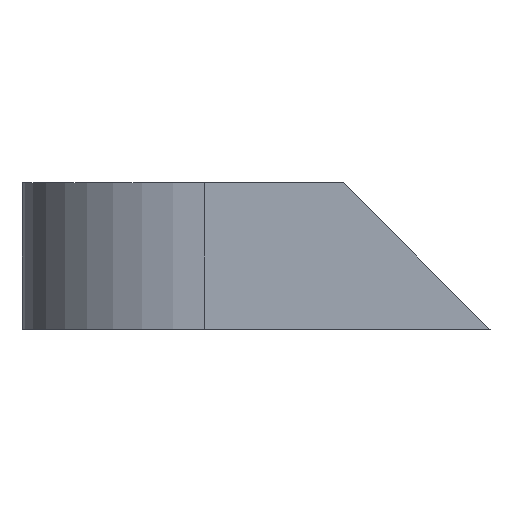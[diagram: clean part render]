
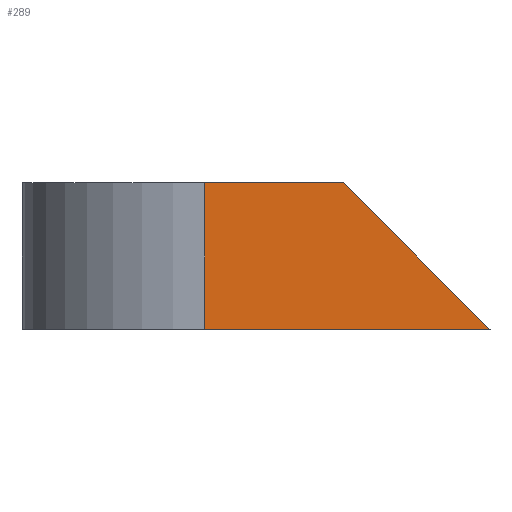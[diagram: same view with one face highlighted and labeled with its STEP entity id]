
A CAD part, left-side view. The second image highlights one B-rep face of the part: STEP entity #289.
In plain terms, the highlighted planar face has unit normal (-1, 0, 0).
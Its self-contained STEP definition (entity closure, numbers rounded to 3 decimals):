
#13 = CARTESIAN_POINT ( 'NONE',  ( -36.9, 0.7, 2. ) ) ;
#35 = PLANE ( 'NONE',  #518 ) ;
#47 = CARTESIAN_POINT ( 'NONE',  ( -36.9, 0.7, 0. ) ) ;
#53 = DIRECTION ( 'NONE',  ( 0., -1., 0. ) ) ;
#83 = LINE ( 'NONE', #313, #468 ) ;
#92 = ORIENTED_EDGE ( 'NONE', *, *, #165, .F. ) ;
#99 = VECTOR ( 'NONE', #53, 1000. ) ;
#136 = EDGE_CURVE ( 'NONE', #498, #171, #83, .T. ) ;
#143 = LINE ( 'NONE', #274, #551 ) ;
#163 = EDGE_LOOP ( 'NONE', ( #449, #587, #92, #470 ) ) ;
#165 = EDGE_CURVE ( 'NONE', #418, #171, #143, .T. ) ;
#171 = VERTEX_POINT ( 'NONE', #47 ) ;
#187 = DIRECTION ( 'NONE',  ( 0., -0.707, -0.707 ) ) ;
#274 = CARTESIAN_POINT ( 'NONE',  ( -36.9, -3.2, 0. ) ) ;
#288 = DIRECTION ( 'NONE',  ( 0., 0., 1. ) ) ;
#289 = ADVANCED_FACE ( 'NONE', ( #438 ), #35, .T. ) ;
#313 = CARTESIAN_POINT ( 'NONE',  ( -36.9, 0.7, 0. ) ) ;
#325 = CARTESIAN_POINT ( 'NONE',  ( -36.9, -1.2, 2. ) ) ;
#399 = DIRECTION ( 'NONE',  ( 0., 0., -1. ) ) ;
#418 = VERTEX_POINT ( 'NONE', #581 ) ;
#438 = FACE_OUTER_BOUND ( 'NONE', #163, .T. ) ;
#440 = CARTESIAN_POINT ( 'NONE',  ( -36.9, 0., 0. ) ) ;
#446 = LINE ( 'NONE', #325, #99 ) ;
#449 = ORIENTED_EDGE ( 'NONE', *, *, #485, .F. ) ;
#451 = DIRECTION ( 'NONE',  ( 0., 1., 0. ) ) ;
#464 = CARTESIAN_POINT ( 'NONE',  ( -36.9, -3.2, 0. ) ) ;
#468 = VECTOR ( 'NONE', #399, 1000. ) ;
#470 = ORIENTED_EDGE ( 'NONE', *, *, #542, .F. ) ;
#482 = DIRECTION ( 'NONE',  ( -1., 0., 0. ) ) ;
#485 = EDGE_CURVE ( 'NONE', #498, #544, #446, .T. ) ;
#498 = VERTEX_POINT ( 'NONE', #13 ) ;
#507 = CARTESIAN_POINT ( 'NONE',  ( -36.9, -1.2, 2. ) ) ;
#516 = LINE ( 'NONE', #464, #548 ) ;
#518 = AXIS2_PLACEMENT_3D ( 'NONE', #440, #482, #288 ) ;
#542 = EDGE_CURVE ( 'NONE', #544, #418, #516, .T. ) ;
#544 = VERTEX_POINT ( 'NONE', #507 ) ;
#548 = VECTOR ( 'NONE', #187, 1000. ) ;
#551 = VECTOR ( 'NONE', #451, 1000. ) ;
#581 = CARTESIAN_POINT ( 'NONE',  ( -36.9, -3.2, 0. ) ) ;
#587 = ORIENTED_EDGE ( 'NONE', *, *, #136, .T. ) ;
